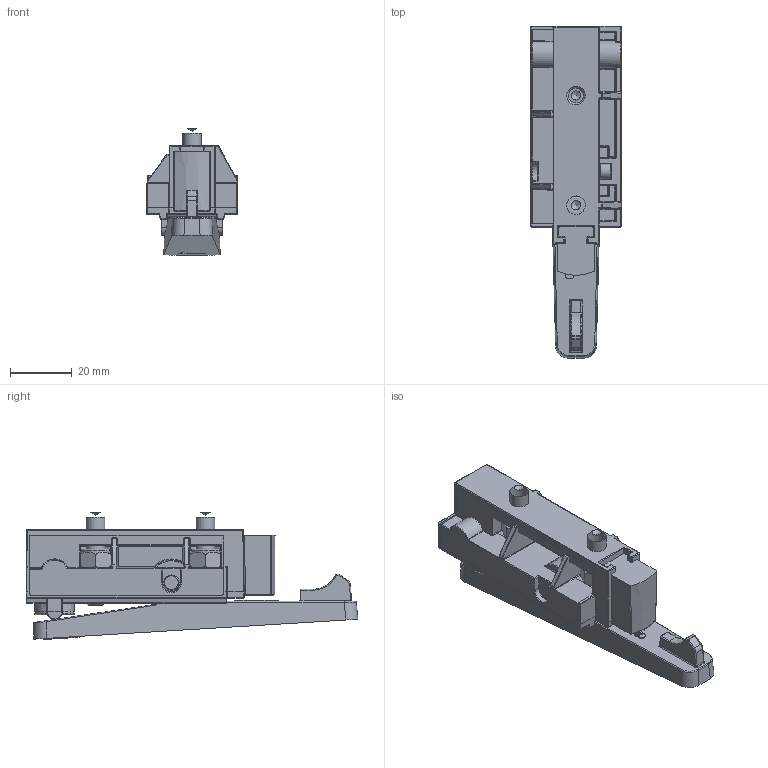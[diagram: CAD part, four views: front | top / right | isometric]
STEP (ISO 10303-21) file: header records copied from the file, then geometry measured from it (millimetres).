
FILE_DESCRIPTION(/* description */ (''),/* implementation_level */ '2;1');
FILE_NAME(/* name */ '11287XA2.stp',/* time_stamp */ '2023-10-30T14:48:18+01:00',/* author */ ('Giuliano'),/* organization */ (''),/* preprocessor_version */ 'ST-DEVELOPER v18.1',/* originating_system */ 'Autodesk Inventor 2021',/* authorisation */ '');
FILE_SCHEMA (('AUTOMOTIVE_DESIGN { 1 0 10303 214 3 1 1 }'));
Length unit declared in the file: millimetre
Products named in the file (1): Pièce3
Bounding box: 29.4 x 107.34 x 41.08 mm (x, y, z)
Volume: 43972.8 mm3; surface area: 21501.3 mm2
Topology: 1 solids, 2 shells, 1264 faces, 3080 edges, 1835 vertices
Faces by surface type: cylinder 396, plane 366, bspline 333, sphere 120, torus 34, cone 15
Full cylindrical faces by diameter (mm): 5 x3, 6 x6, 9.182 x2
Entity records: 42144 total; most frequent: CARTESIAN_POINT 13962, ORIENTED_EDGE 6140, DIRECTION 5405, EDGE_CURVE 3070, AXIS2_PLACEMENT_3D 1940, VERTEX_POINT 1835, LINE 1525, VECTOR 1525
